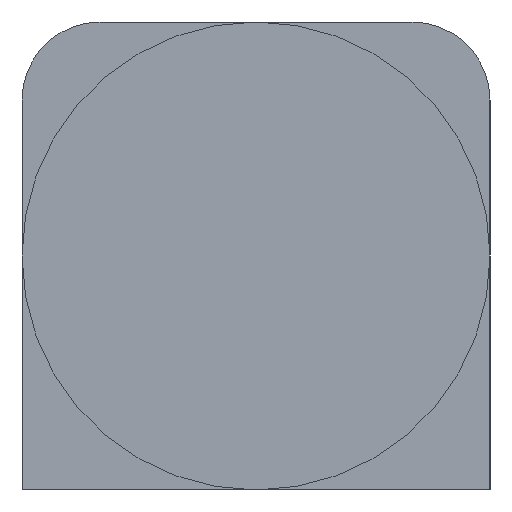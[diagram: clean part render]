
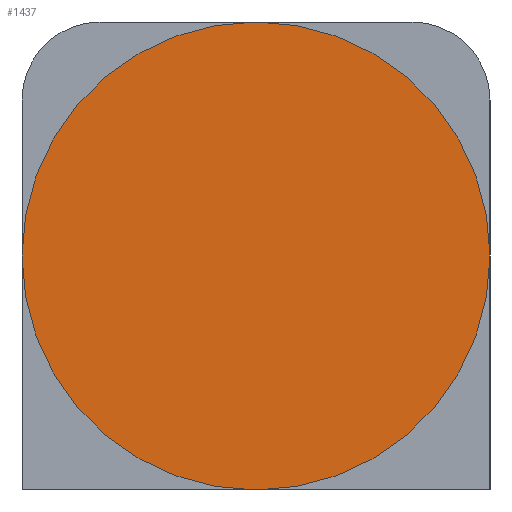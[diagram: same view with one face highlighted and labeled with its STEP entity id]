
A CAD part, left-side view. The second image highlights one B-rep face of the part: STEP entity #1437.
In plain terms, the highlighted planar face has unit normal (-1, 0, 0).
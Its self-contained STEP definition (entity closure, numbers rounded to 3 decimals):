
#1138 = VERTEX_POINT('',#1139);
#1139 = CARTESIAN_POINT('',(-4.1,0.,0.));
#1162 = VERTEX_POINT('',#1163);
#1163 = CARTESIAN_POINT('',(-4.1,3.,3.));
#1211 = VERTEX_POINT('',#1212);
#1212 = CARTESIAN_POINT('',(-4.1,-3.,3.));
#1283 = VERTEX_POINT('',#1284);
#1284 = CARTESIAN_POINT('',(-4.1,0.,6.));
#1372 = EDGE_CURVE('',#1138,#1162,#1373,.T.);
#1373 = CIRCLE('',#1374,3.);
#1374 = AXIS2_PLACEMENT_3D('',#1375,#1376,#1377);
#1375 = CARTESIAN_POINT('',(-4.1,0.,3.));
#1376 = DIRECTION('',(1.,0.,0.));
#1377 = DIRECTION('',(0.,1.,0.));
#1390 = EDGE_CURVE('',#1211,#1138,#1391,.T.);
#1391 = CIRCLE('',#1392,3.);
#1392 = AXIS2_PLACEMENT_3D('',#1393,#1394,#1395);
#1393 = CARTESIAN_POINT('',(-4.1,0.,3.));
#1394 = DIRECTION('',(1.,0.,0.));
#1395 = DIRECTION('',(0.,1.,0.));
#1406 = EDGE_CURVE('',#1283,#1211,#1407,.T.);
#1407 = CIRCLE('',#1408,3.);
#1408 = AXIS2_PLACEMENT_3D('',#1409,#1410,#1411);
#1409 = CARTESIAN_POINT('',(-4.1,0.,3.));
#1410 = DIRECTION('',(1.,0.,0.));
#1411 = DIRECTION('',(0.,1.,0.));
#1424 = EDGE_CURVE('',#1162,#1283,#1425,.T.);
#1425 = CIRCLE('',#1426,3.);
#1426 = AXIS2_PLACEMENT_3D('',#1427,#1428,#1429);
#1427 = CARTESIAN_POINT('',(-4.1,0.,3.));
#1428 = DIRECTION('',(1.,0.,0.));
#1429 = DIRECTION('',(0.,1.,0.));
#1437 = ADVANCED_FACE('',(#1438),#1444,.T.);
#1438 = FACE_BOUND('',#1439,.T.);
#1439 = EDGE_LOOP('',(#1440,#1441,#1442,#1443));
#1440 = ORIENTED_EDGE('',*,*,#1424,.F.);
#1441 = ORIENTED_EDGE('',*,*,#1372,.F.);
#1442 = ORIENTED_EDGE('',*,*,#1390,.F.);
#1443 = ORIENTED_EDGE('',*,*,#1406,.F.);
#1444 = PLANE('',#1445);
#1445 = AXIS2_PLACEMENT_3D('',#1446,#1447,#1448);
#1446 = CARTESIAN_POINT('',(-4.1,3.,3.));
#1447 = DIRECTION('',(-1.,0.,0.));
#1448 = DIRECTION('',(0.,0.,-1.));
